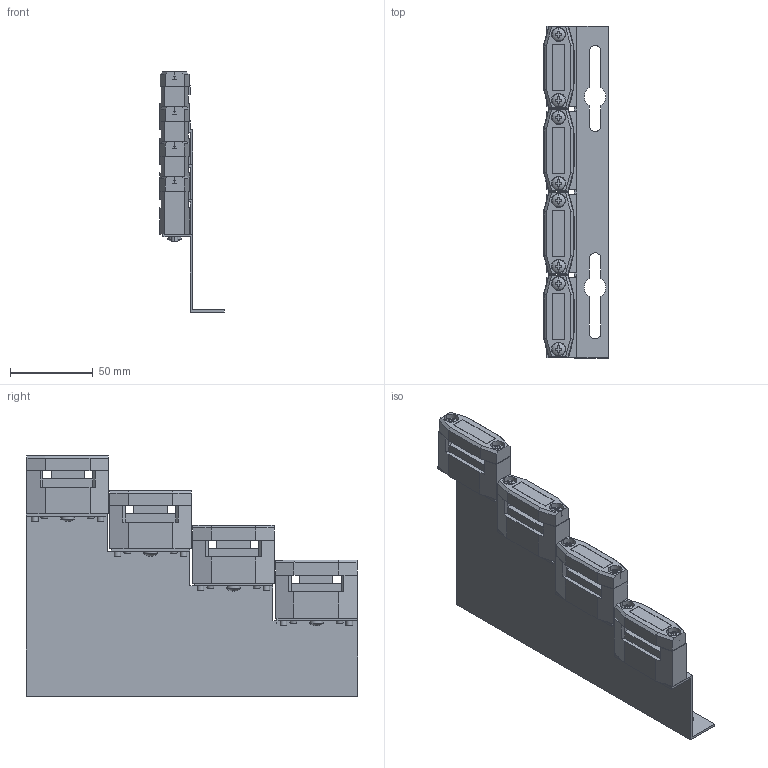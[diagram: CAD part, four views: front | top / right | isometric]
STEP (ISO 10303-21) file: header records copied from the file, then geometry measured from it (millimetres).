
FILE_DESCRIPTION(('STEP AP214'),'1');
FILE_NAME('cctmp_4C56E629-F14C-4C8D-815A-F77A1CA5A978_2023_04_06_10_58_19_0689..stp','2023-04-06T08:58:20',('SIEMENS A&D'),('CADClick - www.CADClick.com'),'Spatial InterOp 3D',' ','unknown authorization');
FILE_SCHEMA(('AUTOMOTIVE_DESIGN'));
Length unit declared in the file: millimetre
Products named in the file (22): cc_unnamed; 8GF5760_20; 8GF5760_19; 8GF5760_18; 8GF5760_17; 8GF5760_16; 8GF5760_15; 8GF5760_14; 8GF5760_13; 8GF5760_12; 8GF5760_11; 8GF5760_10; 8GF5760_9; 8GF5760_8; 8GF5760_7; 8GF5760_6; 8GF5760_5; 8GF5760_4; 8GF5760_3; 8GF5760_2; 8GF5760_1; 8GF5760
Assembly tree (21 placements, depth 2):
  cc_unnamed
    8GF5760_20
    8GF5760_19
    8GF5760_18
    8GF5760_17
    8GF5760_16
    8GF5760_15
    8GF5760_14
    8GF5760_13
    8GF5760_12
    8GF5760_11
    8GF5760_10
    8GF5760_9
    8GF5760_8
    8GF5760_7
    8GF5760_6
    8GF5760_5
    8GF5760_4
    8GF5760_3
    8GF5760_2
    8GF5760_1
    8GF5760
Bounding box: 39 x 200 x 145.01 mm (x, y, z)
Volume: 139790.2 mm3; surface area: 85704.2 mm2
Topology: 21 solids, 21 shells, 598 faces, 1462 edges, 950 vertices
Faces by surface type: plane 442, cylinder 116, sphere 24, cone 16
Entity records: 22957 total; most frequent: DIRECTION 3142, CARTESIAN_POINT 3032, ORIENTED_EDGE 2924, EDGE_CURVE 1462, AXIS2_PLACEMENT_3D 1060, LINE 1022, VECTOR 1022, VERTEX_POINT 950
